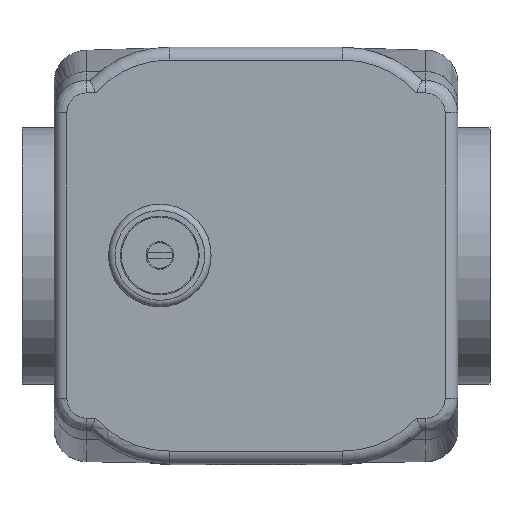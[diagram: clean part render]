
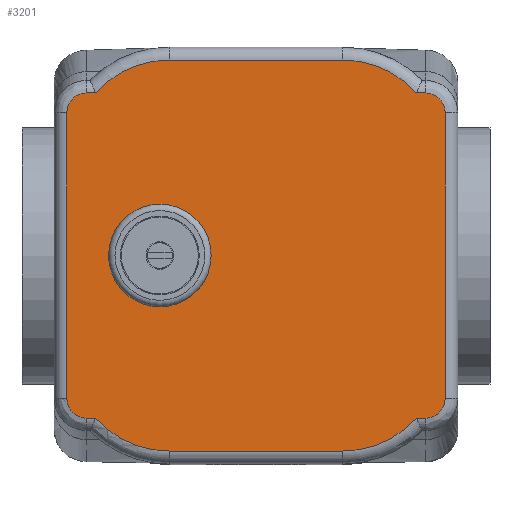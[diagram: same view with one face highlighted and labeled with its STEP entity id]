
A CAD part, top view. The second image highlights one B-rep face of the part: STEP entity #3201.
In plain terms, the highlighted planar face has unit normal (0, 0, 1).
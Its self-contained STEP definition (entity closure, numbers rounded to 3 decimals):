
#396=CARTESIAN_POINT('',(-23.,0.0,40.0));
#397=VERTEX_POINT('',#396);
#398=CARTESIAN_POINT('',(-15.,0.0,40.0));
#399=DIRECTION('',(0.0,0.0,-1.0));
#400=DIRECTION('',(-1.0,0.0,0.0));
#401=AXIS2_PLACEMENT_3D('',#398,#399,#400);
#402=CIRCLE('',#401,8.);
#403=EDGE_CURVE('',#397,#397,#402,.T.);
#2208=CARTESIAN_POINT('',(26.5,-25.359,40.0));
#2209=VERTEX_POINT('',#2208);
#2217=CARTESIAN_POINT('',(25.03,-25.359,40.0));
#2218=VERTEX_POINT('',#2217);
#2219=CARTESIAN_POINT('',(26.5,-25.359,40.0));
#2220=DIRECTION('',(-1.0,0.0,0.0));
#2221=VECTOR('',#2220,1.47);
#2222=LINE('',#2219,#2221);
#2223=EDGE_CURVE('',#2209,#2218,#2222,.T.);
#2288=CARTESIAN_POINT('',(29.5,-22.244,40.0));
#2289=VERTEX_POINT('',#2288);
#2297=CARTESIAN_POINT('',(29.5,-22.244,40.0));
#2298=CARTESIAN_POINT('',(29.5,-23.155,40.0));
#2299=CARTESIAN_POINT('',(28.788,-24.752,40.));
#2300=CARTESIAN_POINT('',(27.183,-25.359,40.0));
#2301=CARTESIAN_POINT('',(26.5,-25.359,40.0));
#2302=B_SPLINE_CURVE_WITH_KNOTS('',3,(#2297,#2298,#2299,#2300,#2301),.UNSPECIFIED.,.F.,.U.,(4,1,4),(0.0,0.273,0.478),.UNSPECIFIED.);
#2303=EDGE_CURVE('',#2289,#2209,#2302,.T.);
#2313=CARTESIAN_POINT('',(29.5,22.244,40.0));
#2314=VERTEX_POINT('',#2313);
#2322=CARTESIAN_POINT('',(29.5,22.244,40.0));
#2323=DIRECTION('',(0.0,-1.0,0.0));
#2324=VECTOR('',#2323,44.488);
#2325=LINE('',#2322,#2324);
#2326=EDGE_CURVE('',#2314,#2289,#2325,.T.);
#2366=CARTESIAN_POINT('',(26.5,25.359,40.0));
#2367=VERTEX_POINT('',#2366);
#2375=CARTESIAN_POINT('',(26.5,25.359,40.0));
#2376=CARTESIAN_POINT('',(27.182,25.359,40.0));
#2377=CARTESIAN_POINT('',(28.784,24.758,40.));
#2378=CARTESIAN_POINT('',(29.5,23.153,40.0));
#2379=CARTESIAN_POINT('',(29.5,22.244,40.0));
#2380=B_SPLINE_CURVE_WITH_KNOTS('',3,(#2375,#2376,#2377,#2378,#2379),.UNSPECIFIED.,.F.,.U.,(4,1,4),(0.0,0.205,0.477),.UNSPECIFIED.);
#2381=EDGE_CURVE('',#2367,#2314,#2380,.T.);
#2391=CARTESIAN_POINT('',(25.03,25.359,40.0));
#2392=VERTEX_POINT('',#2391);
#2393=CARTESIAN_POINT('',(25.03,25.359,40.0));
#2394=DIRECTION('',(1.0,0.0,0.0));
#2395=VECTOR('',#2394,1.47);
#2396=LINE('',#2393,#2395);
#2397=EDGE_CURVE('',#2392,#2367,#2396,.T.);
#2431=CARTESIAN_POINT('',(13.5,-30.5,40.0));
#2432=VERTEX_POINT('',#2431);
#2461=CARTESIAN_POINT('',(13.5,-15.0,40.0));
#2462=DIRECTION('',(0.0,0.0,-1.0));
#2463=DIRECTION('',(0.401,-0.916,0.0));
#2464=AXIS2_PLACEMENT_3D('',#2461,#2462,#2463);
#2465=CIRCLE('',#2464,15.5);
#2466=EDGE_CURVE('',#2218,#2432,#2465,.T.);
#2476=CARTESIAN_POINT('',(-13.5,-30.5,40.0));
#2477=VERTEX_POINT('',#2476);
#2494=CARTESIAN_POINT('',(13.5,-30.5,40.0));
#2495=DIRECTION('',(-1.0,0.0,0.0));
#2496=VECTOR('',#2495,27.0);
#2497=LINE('',#2494,#2496);
#2498=EDGE_CURVE('',#2432,#2477,#2497,.T.);
#2518=CARTESIAN_POINT('',(-25.03,-25.359,40.0));
#2519=VERTEX_POINT('',#2518);
#2520=CARTESIAN_POINT('',(-13.5,-15.0,40.0));
#2521=DIRECTION('',(0.0,0.0,-1.));
#2522=DIRECTION('',(-0.401,-0.916,0.0));
#2523=AXIS2_PLACEMENT_3D('',#2520,#2521,#2522);
#2524=CIRCLE('',#2523,15.5);
#2525=EDGE_CURVE('',#2477,#2519,#2524,.T.);
#2561=CARTESIAN_POINT('',(-26.5,25.359,40.0));
#2562=VERTEX_POINT('',#2561);
#2570=CARTESIAN_POINT('',(-25.03,25.359,40.0));
#2571=VERTEX_POINT('',#2570);
#2572=CARTESIAN_POINT('',(-26.5,25.359,40.0));
#2573=DIRECTION('',(1.0,0.0,0.0));
#2574=VECTOR('',#2573,1.47);
#2575=LINE('',#2572,#2574);
#2576=EDGE_CURVE('',#2562,#2571,#2575,.T.);
#2609=CARTESIAN_POINT('',(13.5,30.5,40.0));
#2610=VERTEX_POINT('',#2609);
#2628=CARTESIAN_POINT('',(-13.5,30.5,40.0));
#2629=VERTEX_POINT('',#2628);
#2637=CARTESIAN_POINT('',(-13.5,30.5,40.0));
#2638=DIRECTION('',(1.0,0.0,0.0));
#2639=VECTOR('',#2638,27.0);
#2640=LINE('',#2637,#2639);
#2641=EDGE_CURVE('',#2629,#2610,#2640,.T.);
#2651=CARTESIAN_POINT('',(-13.5,15.0,40.0));
#2652=DIRECTION('',(0.0,0.0,-1.));
#2653=DIRECTION('',(-0.401,0.916,0.0));
#2654=AXIS2_PLACEMENT_3D('',#2651,#2652,#2653);
#2655=CIRCLE('',#2654,15.5);
#2656=EDGE_CURVE('',#2571,#2629,#2655,.T.);
#2724=CARTESIAN_POINT('',(-29.5,22.244,40.0));
#2725=VERTEX_POINT('',#2724);
#2733=CARTESIAN_POINT('',(-29.5,22.244,40.0));
#2734=CARTESIAN_POINT('',(-29.5,22.927,40.0));
#2735=CARTESIAN_POINT('',(-29.127,24.069,40.));
#2736=CARTESIAN_POINT('',(-27.871,25.136,40.));
#2737=CARTESIAN_POINT('',(-26.955,25.359,40.0));
#2738=CARTESIAN_POINT('',(-26.5,25.359,40.0));
#2739=B_SPLINE_CURVE_WITH_KNOTS('',3,(#2733,#2734,#2735,#2736,#2737,#2738),.UNSPECIFIED.,.F.,.U.,(4,1,1,4),(0.0,0.205,0.341,0.478),.UNSPECIFIED.);
#2740=EDGE_CURVE('',#2725,#2562,#2739,.T.);
#2750=CARTESIAN_POINT('',(-29.5,-22.244,40.0));
#2751=VERTEX_POINT('',#2750);
#2759=CARTESIAN_POINT('',(-29.5,-22.244,40.0));
#2760=DIRECTION('',(0.0,1.0,0.0));
#2761=VECTOR('',#2760,44.488);
#2762=LINE('',#2759,#2761);
#2763=EDGE_CURVE('',#2751,#2725,#2762,.T.);
#2803=CARTESIAN_POINT('',(-26.5,-25.359,40.0));
#2804=VERTEX_POINT('',#2803);
#2812=CARTESIAN_POINT('',(-26.5,-25.359,40.0));
#2813=CARTESIAN_POINT('',(-27.182,-25.359,40.0));
#2814=CARTESIAN_POINT('',(-28.784,-24.758,40.));
#2815=CARTESIAN_POINT('',(-29.5,-23.153,40.0));
#2816=CARTESIAN_POINT('',(-29.5,-22.244,40.0));
#2817=B_SPLINE_CURVE_WITH_KNOTS('',3,(#2812,#2813,#2814,#2815,#2816),.UNSPECIFIED.,.F.,.U.,(4,1,4),(0.0,0.205,0.477),.UNSPECIFIED.);
#2818=EDGE_CURVE('',#2804,#2751,#2817,.T.);
#2828=CARTESIAN_POINT('',(-25.03,-25.359,40.0));
#2829=DIRECTION('',(-1.0,0.0,0.0));
#2830=VECTOR('',#2829,1.47);
#2831=LINE('',#2828,#2830);
#2832=EDGE_CURVE('',#2519,#2804,#2831,.T.);
#2860=CARTESIAN_POINT('',(13.5,15.0,40.0));
#2861=DIRECTION('',(0.0,0.0,-1.0));
#2862=DIRECTION('',(0.401,0.916,0.0));
#2863=AXIS2_PLACEMENT_3D('',#2860,#2861,#2862);
#2864=CIRCLE('',#2863,15.5);
#2865=EDGE_CURVE('',#2610,#2392,#2864,.T.);
#3175=CARTESIAN_POINT('',(0.,0.,40.0));
#3176=DIRECTION('',(0.0,0.0,1.0));
#3177=DIRECTION('',(1.0,0.0,0.0));
#3178=AXIS2_PLACEMENT_3D('',#3175,#3176,#3177);
#3179=PLANE('',#3178);
#3180=ORIENTED_EDGE('',*,*,#2641,.F.);
#3181=ORIENTED_EDGE('',*,*,#2656,.F.);
#3182=ORIENTED_EDGE('',*,*,#2576,.F.);
#3183=ORIENTED_EDGE('',*,*,#2740,.F.);
#3184=ORIENTED_EDGE('',*,*,#2763,.F.);
#3185=ORIENTED_EDGE('',*,*,#2818,.F.);
#3186=ORIENTED_EDGE('',*,*,#2832,.F.);
#3187=ORIENTED_EDGE('',*,*,#2525,.F.);
#3188=ORIENTED_EDGE('',*,*,#2498,.F.);
#3189=ORIENTED_EDGE('',*,*,#2466,.F.);
#3190=ORIENTED_EDGE('',*,*,#2223,.F.);
#3191=ORIENTED_EDGE('',*,*,#2303,.F.);
#3192=ORIENTED_EDGE('',*,*,#2326,.F.);
#3193=ORIENTED_EDGE('',*,*,#2381,.F.);
#3194=ORIENTED_EDGE('',*,*,#2397,.F.);
#3195=ORIENTED_EDGE('',*,*,#2865,.F.);
#3196=EDGE_LOOP('',(#3180,#3181,#3182,#3183,#3184,#3185,#3186,#3187,#3188,#3189,#3190,#3191,#3192,#3193,#3194,#3195));
#3197=FACE_OUTER_BOUND('',#3196,.T.);
#3198=ORIENTED_EDGE('',*,*,#403,.T.);
#3199=EDGE_LOOP('',(#3198));
#3200=FACE_BOUND('',#3199,.T.);
#3201=ADVANCED_FACE('',(#3197,#3200),#3179,.T.);
